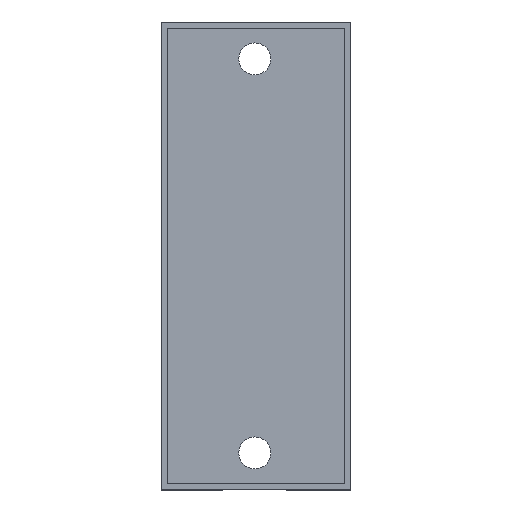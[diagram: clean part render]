
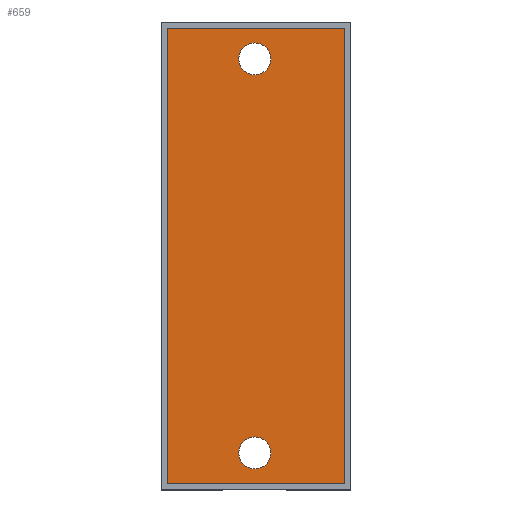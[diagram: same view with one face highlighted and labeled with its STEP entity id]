
A CAD part, top view. The second image highlights one B-rep face of the part: STEP entity #659.
In plain terms, the highlighted planar face has unit normal (0, 0, 1).
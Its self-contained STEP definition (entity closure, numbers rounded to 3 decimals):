
#47 = CARTESIAN_POINT ( 'NONE',  ( -0.25, 36.75, 1. ) ) ;
#56 = EDGE_CURVE ( 'NONE', #717, #1257, #634, .T. ) ;
#62 = EDGE_CURVE ( 'NONE', #1928, #1800, #624, .T. ) ;
#92 = FACE_BOUND ( 'NONE', #962, .T. ) ;
#102 = FACE_BOUND ( 'NONE', #1607, .T. ) ;
#107 = FACE_OUTER_BOUND ( 'NONE', #1123, .T. ) ;
#124 = CIRCLE ( 'NONE', #1225, 3.25 ) ;
#125 = EDGE_CURVE ( 'NONE', #1311, #1306, #542, .T. ) ;
#136 = VECTOR ( 'NONE', #2073, 1000. ) ;
#142 = LINE ( 'NONE', #1772, #136 ) ;
#144 = VECTOR ( 'NONE', #1655, 1000. ) ;
#165 = LINE ( 'NONE', #1146, #144 ) ;
#237 = LINE ( 'NONE', #2060, #250 ) ;
#250 = VECTOR ( 'NONE', #1785, 1000. ) ;
#344 = CIRCLE ( 'NONE', #1731, 3.25 ) ;
#399 = EDGE_CURVE ( 'NONE', #1800, #1928, #344, .T. ) ;
#481 = EDGE_CURVE ( 'NONE', #1246, #1311, #237, .T. ) ;
#532 = VECTOR ( 'NONE', #1344, 1000. ) ;
#541 = CARTESIAN_POINT ( 'NONE',  ( -0.25, 43.25, 1. ) ) ;
#542 = LINE ( 'NONE', #735, #532 ) ;
#585 = EDGE_CURVE ( 'NONE', #1306, #1422, #165, .T. ) ;
#595 = EDGE_CURVE ( 'NONE', #1422, #1246, #142, .T. ) ;
#615 = EDGE_CURVE ( 'NONE', #1257, #717, #124, .T. ) ;
#624 = CIRCLE ( 'NONE', #1782, 3.25 ) ;
#626 = CARTESIAN_POINT ( 'NONE',  ( -0.25, 40., 1. ) ) ;
#634 = CIRCLE ( 'NONE', #1790, 3.25 ) ;
#659 = ADVANCED_FACE ( 'NONE', ( #92, #102, #107 ), #1715, .T. ) ;
#714 = DIRECTION ( 'NONE',  ( 0., 0., 1. ) ) ;
#717 = VERTEX_POINT ( 'NONE', #1635 ) ;
#730 = ORIENTED_EDGE ( 'NONE', *, *, #56, .F. ) ;
#735 = CARTESIAN_POINT ( 'NONE',  ( -18., -46.25, 1. ) ) ;
#857 = ORIENTED_EDGE ( 'NONE', *, *, #585, .T. ) ;
#880 = CARTESIAN_POINT ( 'NONE',  ( 18., 46.25, 1. ) ) ;
#944 = ORIENTED_EDGE ( 'NONE', *, *, #125, .T. ) ;
#962 = EDGE_LOOP ( 'NONE', ( #1161, #730 ) ) ;
#1015 = CARTESIAN_POINT ( 'NONE',  ( -18., -46.25, 1. ) ) ;
#1024 = CARTESIAN_POINT ( 'NONE',  ( 18., -46.25, 1. ) ) ;
#1071 = DIRECTION ( 'NONE',  ( 0., 0., 1. ) ) ;
#1084 = CARTESIAN_POINT ( 'NONE',  ( -0.25, -36.75, 1. ) ) ;
#1123 = EDGE_LOOP ( 'NONE', ( #857, #1891, #1462, #944 ) ) ;
#1146 = CARTESIAN_POINT ( 'NONE',  ( 18., 46.25, 1. ) ) ;
#1161 = ORIENTED_EDGE ( 'NONE', *, *, #615, .F. ) ;
#1166 = CARTESIAN_POINT ( 'NONE',  ( -18., 46.25, 1. ) ) ;
#1203 = AXIS2_PLACEMENT_3D ( 'NONE', #1698, #1682, #1681 ) ;
#1225 = AXIS2_PLACEMENT_3D ( 'NONE', #1984, #1889, #1896 ) ;
#1246 = VERTEX_POINT ( 'NONE', #1166 ) ;
#1254 = DIRECTION ( 'NONE',  ( 1., 0., 0. ) ) ;
#1257 = VERTEX_POINT ( 'NONE', #1084 ) ;
#1283 = ORIENTED_EDGE ( 'NONE', *, *, #62, .F. ) ;
#1306 = VERTEX_POINT ( 'NONE', #1024 ) ;
#1311 = VERTEX_POINT ( 'NONE', #1015 ) ;
#1344 = DIRECTION ( 'NONE',  ( 1., 0., 0. ) ) ;
#1422 = VERTEX_POINT ( 'NONE', #880 ) ;
#1462 = ORIENTED_EDGE ( 'NONE', *, *, #481, .T. ) ;
#1607 = EDGE_LOOP ( 'NONE', ( #1750, #1283 ) ) ;
#1635 = CARTESIAN_POINT ( 'NONE',  ( -0.25, -43.25, 1. ) ) ;
#1655 = DIRECTION ( 'NONE',  ( 0., 1., 0. ) ) ;
#1681 = DIRECTION ( 'NONE',  ( 1., 0., 0. ) ) ;
#1682 = DIRECTION ( 'NONE',  ( 0., 0., 1. ) ) ;
#1698 = CARTESIAN_POINT ( 'NONE',  ( 0., 0., 1. ) ) ;
#1715 = PLANE ( 'NONE',  #1203 ) ;
#1731 = AXIS2_PLACEMENT_3D ( 'NONE', #1754, #2114, #1254 ) ;
#1750 = ORIENTED_EDGE ( 'NONE', *, *, #399, .F. ) ;
#1754 = CARTESIAN_POINT ( 'NONE',  ( -0.25, 40., 1. ) ) ;
#1772 = CARTESIAN_POINT ( 'NONE',  ( -18., 46.25, 1. ) ) ;
#1782 = AXIS2_PLACEMENT_3D ( 'NONE', #626, #714, #2096 ) ;
#1785 = DIRECTION ( 'NONE',  ( 0., -1., 0. ) ) ;
#1790 = AXIS2_PLACEMENT_3D ( 'NONE', #1853, #1071, #1936 ) ;
#1800 = VERTEX_POINT ( 'NONE', #541 ) ;
#1853 = CARTESIAN_POINT ( 'NONE',  ( -0.25, -40., 1. ) ) ;
#1889 = DIRECTION ( 'NONE',  ( 0., 0., 1. ) ) ;
#1891 = ORIENTED_EDGE ( 'NONE', *, *, #595, .T. ) ;
#1896 = DIRECTION ( 'NONE',  ( 1., 0., 0. ) ) ;
#1928 = VERTEX_POINT ( 'NONE', #47 ) ;
#1936 = DIRECTION ( 'NONE',  ( 1., 0., 0. ) ) ;
#1984 = CARTESIAN_POINT ( 'NONE',  ( -0.25, -40., 1. ) ) ;
#2060 = CARTESIAN_POINT ( 'NONE',  ( -18., 46.25, 1. ) ) ;
#2073 = DIRECTION ( 'NONE',  ( -1., 0., 0. ) ) ;
#2096 = DIRECTION ( 'NONE',  ( 1., 0., 0. ) ) ;
#2114 = DIRECTION ( 'NONE',  ( 0., 0., 1. ) ) ;
